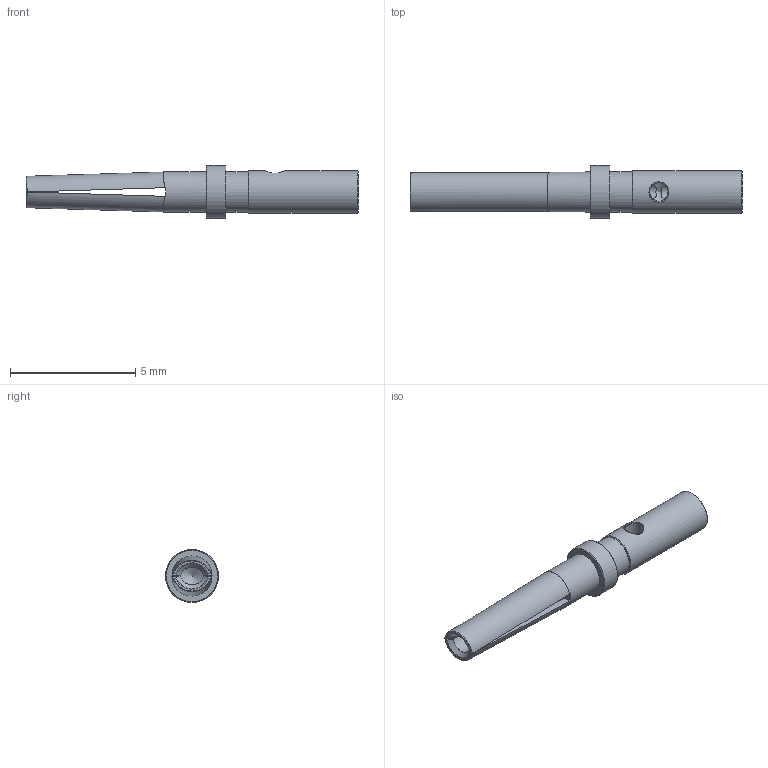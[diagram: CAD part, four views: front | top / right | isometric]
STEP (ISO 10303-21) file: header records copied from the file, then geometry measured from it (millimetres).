
FILE_DESCRIPTION(/* description */ ('Alibre Inc.'),/* implementation_level */ '2;1');
FILE_NAME(/* name */ 'export0',/* time_stamp */ '2014-09-04T13:44:06-07:00',/* author */ (''),/* organization */ (''),/* preprocessor_version */ 'ST-DEVELOPER v14',/* originating_system */ 'Alibre',/* authorisation */ '');
FILE_SCHEMA (('CONFIG_CONTROL_DESIGN'));
Length unit declared in the file: centimetre
Products named in the file (1): 100180, 100181
Bounding box: 13.28 x 2.12 x 2.12 mm (x, y, z)
Volume: 21.1 mm3; surface area: 104.1 mm2
Topology: 1 solids, 1 shells, 61 faces, 158 edges, 95 vertices
Faces by surface type: plane 20, cylinder 16, cone 10, torus 6, bspline 5, sphere 4
Full cylindrical faces by diameter (mm): 0.635 x2, 0.737 x1, 1.016 x1, 1.6 x2, 1.702 x1, 2.121 x1
Entity records: 2976 total; most frequent: CARTESIAN_POINT 1661, ORIENTED_EDGE 248, DIRECTION 224, EDGE_CURVE 124, AXIS2_PLACEMENT_3D 104, VERTEX_POINT 84, FACE_BOUND 82, EDGE_LOOP 79
